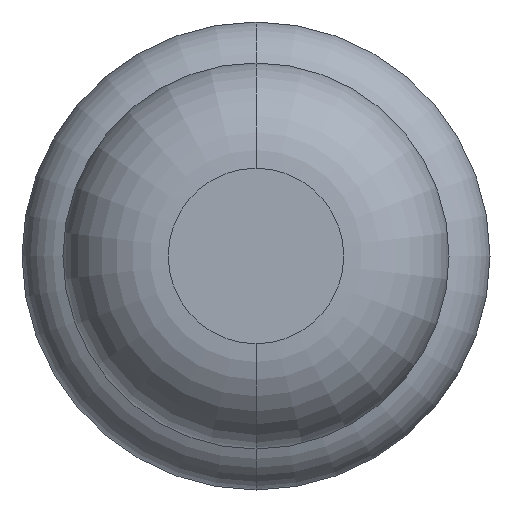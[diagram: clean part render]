
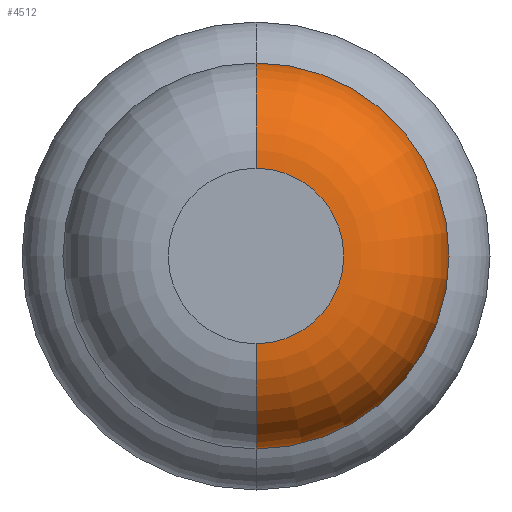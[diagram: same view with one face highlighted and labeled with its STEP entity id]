
A CAD part, front view. The second image highlights one B-rep face of the part: STEP entity #4512.
In plain terms, the highlighted toroidal (fillet/blend) face has major radius 0.375 mm and minor radius 0.45 mm.
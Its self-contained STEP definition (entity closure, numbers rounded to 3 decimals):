
#18 = CARTESIAN_POINT ( 'NONE',  ( 0., -28.55, 0.825 ) ) ;
#39 = ORIENTED_EDGE ( 'NONE', *, *, #2398, .T. ) ;
#262 = VERTEX_POINT ( 'NONE', #1807 ) ;
#266 = ORIENTED_EDGE ( 'NONE', *, *, #4499, .F. ) ;
#355 = DIRECTION ( 'NONE',  ( 0., 0., 1. ) ) ;
#410 = CIRCLE ( 'NONE', #4379, 0.375 ) ;
#471 = CIRCLE ( 'NONE', #4144, 0.45 ) ;
#482 = DIRECTION ( 'NONE',  ( 0., 0., 1. ) ) ;
#716 = CARTESIAN_POINT ( 'NONE',  ( 0., -28.55, 0. ) ) ;
#789 = DIRECTION ( 'NONE',  ( 0., 0., 1. ) ) ;
#800 = CARTESIAN_POINT ( 'NONE',  ( 0., -29., 0.375 ) ) ;
#1076 = TOROIDAL_SURFACE ( 'NONE', #3146, 0.375, 0.45 ) ;
#1167 = CARTESIAN_POINT ( 'NONE',  ( 0., -29., 0. ) ) ;
#1306 = EDGE_LOOP ( 'NONE', ( #2658, #39, #2921, #266 ) ) ;
#1315 = EDGE_CURVE ( 'Defeature ausgef�hrt1_8+Defeature ausgef�hrt1_7+Defeature ausgef�hrt1_7+Defeature ausgef�hrt1_7', #1915, #2861, #2304, .T. ) ;
#1512 = DIRECTION ( 'NONE',  ( 0., 1., 0. ) ) ;
#1552 = DIRECTION ( 'NONE',  ( 0., 1., 0. ) ) ;
#1807 = CARTESIAN_POINT ( 'NONE',  ( 0., -29., -0.375 ) ) ;
#1911 = DIRECTION ( 'NONE',  ( 0., 0., 1. ) ) ;
#1915 = VERTEX_POINT ( 'NONE', #18 ) ;
#2304 = CIRCLE ( 'NONE', #3304, 0.825 ) ;
#2310 = CARTESIAN_POINT ( 'NONE',  ( 0., -28.55, -0.375 ) ) ;
#2398 = EDGE_CURVE ( 'NONE', #262, #2861, #3374, .T. ) ;
#2658 = ORIENTED_EDGE ( 'NONE', *, *, #4575, .T. ) ;
#2690 = DIRECTION ( 'NONE',  ( 0., 0., -1. ) ) ;
#2861 = VERTEX_POINT ( 'NONE', #3354 ) ;
#2921 = ORIENTED_EDGE ( 'NONE', *, *, #1315, .F. ) ;
#2979 = DIRECTION ( 'NONE',  ( -1., 0., 0. ) ) ;
#3146 = AXIS2_PLACEMENT_3D ( 'NONE', #4091, #1552, #789 ) ;
#3304 = AXIS2_PLACEMENT_3D ( 'NONE', #716, #4700, #355 ) ;
#3348 = AXIS2_PLACEMENT_3D ( 'NONE', #2310, #4481, #2690 ) ;
#3354 = CARTESIAN_POINT ( 'NONE',  ( 0., -28.55, -0.825 ) ) ;
#3358 = FACE_OUTER_BOUND ( 'NONE', #1306, .T. ) ;
#3374 = CIRCLE ( 'NONE', #3348, 0.45 ) ;
#4062 = VERTEX_POINT ( 'NONE', #800 ) ;
#4068 = CARTESIAN_POINT ( 'NONE',  ( 0., -28.55, 0.375 ) ) ;
#4091 = CARTESIAN_POINT ( 'NONE',  ( 0., -28.55, 0. ) ) ;
#4144 = AXIS2_PLACEMENT_3D ( 'NONE', #4068, #2979, #482 ) ;
#4379 = AXIS2_PLACEMENT_3D ( 'NONE', #1167, #1512, #1911 ) ;
#4481 = DIRECTION ( 'NONE',  ( 1., 0., 0. ) ) ;
#4499 = EDGE_CURVE ( 'NONE', #4062, #1915, #471, .T. ) ;
#4512 = ADVANCED_FACE ( 'Defeature ausgef�hrt1_7', ( #3358 ), #1076, .T. ) ;
#4575 = EDGE_CURVE ( 'Defeature ausgef�hrt1_7+Defeature ausgef�hrt1_6+Defeature ausgef�hrt1_6+Defeature ausgef�hrt1_6', #4062, #262, #410, .T. ) ;
#4700 = DIRECTION ( 'NONE',  ( 0., 1., 0. ) ) ;
